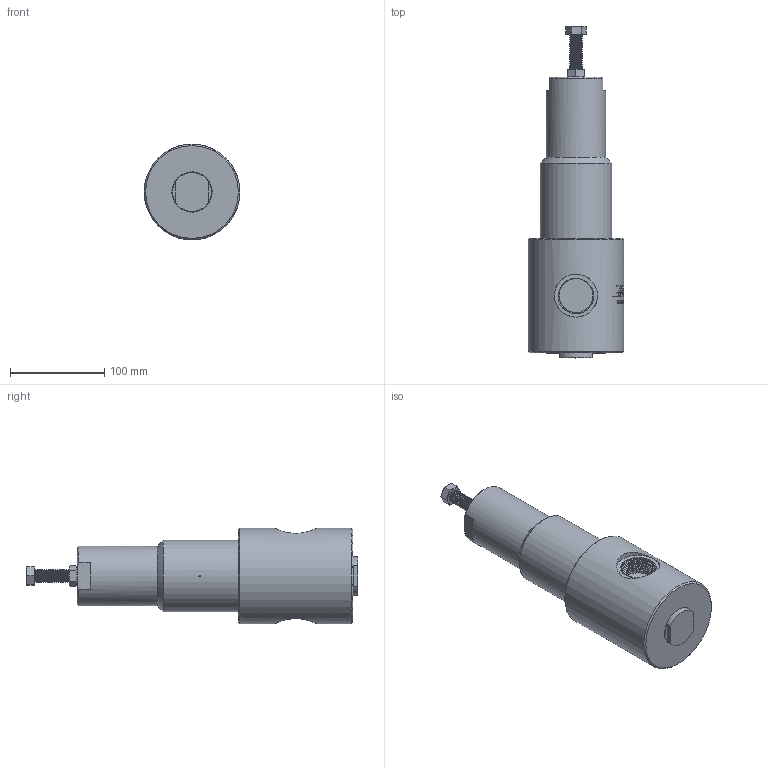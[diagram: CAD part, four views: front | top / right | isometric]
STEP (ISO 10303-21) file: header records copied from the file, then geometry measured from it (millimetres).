
FILE_DESCRIPTION (( 'STEP AP214' ), '1' );
FILE_NAME ('PRH09i-12T.STEP', '2025-01-17T16:07:41', ( '' ), ( '' ), 'SwSTEP 2.0', 'SolidWorks 2018', '' );
FILE_SCHEMA (( 'AUTOMOTIVE_DESIGN' ));
Length unit declared in the file: inch
Products named in the file (2): PRH09i-12T
Bounding box: 101.65 x 352.81 x 101.65 mm (x, y, z)
Volume: 1603658.1 mm3; surface area: 107219.8 mm2
Topology: 2 solids, 2 shells, 338 faces, 846 edges, 549 vertices
Faces by surface type: bspline 175, plane 83, cylinder 47, cone 33
Full cylindrical faces by diameter (mm): 1.588 x1, 10.716 x5, 12.7 x1, 36.187 x2, 41.25 x1, 63.551 x1, 64.324 x1, 76.25 x1, 101.651 x1
Entity records: 34958 total; most frequent: CARTESIAN_POINT 25954, ORIENTED_EDGE 1620, EDGE_CURVE 810, B_SPLINE_CURVE_WITH_KNOTS 644, DIRECTION 549, VERTEX_POINT 545, EDGE_LOOP 409, FACE_OUTER_BOUND 352
